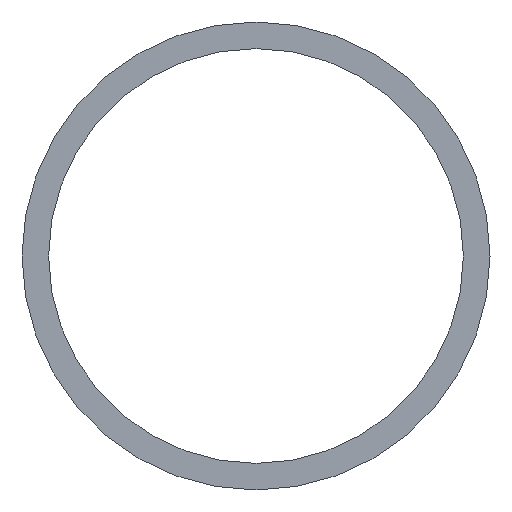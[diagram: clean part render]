
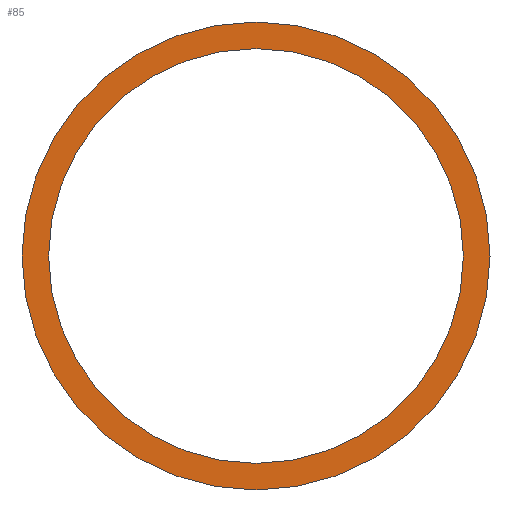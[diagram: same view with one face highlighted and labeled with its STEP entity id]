
A CAD part, left-side view. The second image highlights one B-rep face of the part: STEP entity #85.
In plain terms, the highlighted planar face has unit normal (-1, 0, 0).
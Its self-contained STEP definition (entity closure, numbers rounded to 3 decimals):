
#51 = EDGE_CURVE( '', #83, #63, #121, .T. );
#61 = EDGE_CURVE( '', #91, #67, #131, .T. );
#63 = VERTEX_POINT( '', #133 );
#65 = EDGE_CURVE( '', #67, #91, #135, .T. );
#67 = VERTEX_POINT( '', #137 );
#73 = EDGE_CURVE( '', #63, #83, #144, .T. );
#83 = VERTEX_POINT( '', #158 );
#85 = ADVANCED_FACE( '', ( #160, #161 ), #162, .F. );
#91 = VERTEX_POINT( '', #168 );
#121 = CIRCLE( '', #190, 112.5 );
#131 = CIRCLE( '', #206, 99.7 );
#133 = CARTESIAN_POINT( '', ( 0., 0., 112.5 ) );
#135 = CIRCLE( '', #211, 99.7 );
#137 = CARTESIAN_POINT( '', ( 0., 0., -99.7 ) );
#144 = CIRCLE( '', #223, 112.5 );
#158 = CARTESIAN_POINT( '', ( 0., 0., -112.5 ) );
#160 = FACE_OUTER_BOUND( '', #238, .T. );
#161 = FACE_BOUND( '', #239, .T. );
#162 = PLANE( '', #240 );
#168 = CARTESIAN_POINT( '', ( 0., 0., 99.7 ) );
#190 = AXIS2_PLACEMENT_3D( '', #266, #267, #268 );
#206 = AXIS2_PLACEMENT_3D( '', #274, #275, #276 );
#211 = AXIS2_PLACEMENT_3D( '', #277, #278, #279 );
#223 = AXIS2_PLACEMENT_3D( '', #289, #290, #291 );
#238 = EDGE_LOOP( '', ( #318, #319 ) );
#239 = EDGE_LOOP( '', ( #320, #321 ) );
#240 = AXIS2_PLACEMENT_3D( '', #322, #323, #324 );
#266 = CARTESIAN_POINT( '', ( 0., 0., 0. ) );
#267 = DIRECTION( '', ( 1., 0., 0. ) );
#268 = DIRECTION( '', ( 0., 0., -1. ) );
#274 = CARTESIAN_POINT( '', ( 0., 0., 0. ) );
#275 = DIRECTION( '', ( 1., 0., 0. ) );
#276 = DIRECTION( '', ( 0., 0., -1. ) );
#277 = CARTESIAN_POINT( '', ( 0., 0., 0. ) );
#278 = DIRECTION( '', ( 1., 0., 0. ) );
#279 = DIRECTION( '', ( 0., 0., -1. ) );
#289 = CARTESIAN_POINT( '', ( 0., 0., 0. ) );
#290 = DIRECTION( '', ( 1., 0., 0. ) );
#291 = DIRECTION( '', ( 0., 0., -1. ) );
#318 = ORIENTED_EDGE( '', *, *, #51, .F. );
#319 = ORIENTED_EDGE( '', *, *, #73, .F. );
#320 = ORIENTED_EDGE( '', *, *, #65, .T. );
#321 = ORIENTED_EDGE( '', *, *, #61, .T. );
#322 = CARTESIAN_POINT( '', ( 0., 0., 0. ) );
#323 = DIRECTION( '', ( 1., 0., 0. ) );
#324 = DIRECTION( '', ( 0., 0., -1. ) );
